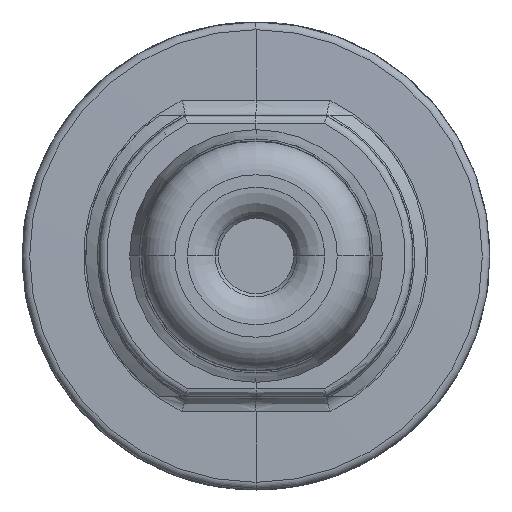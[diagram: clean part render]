
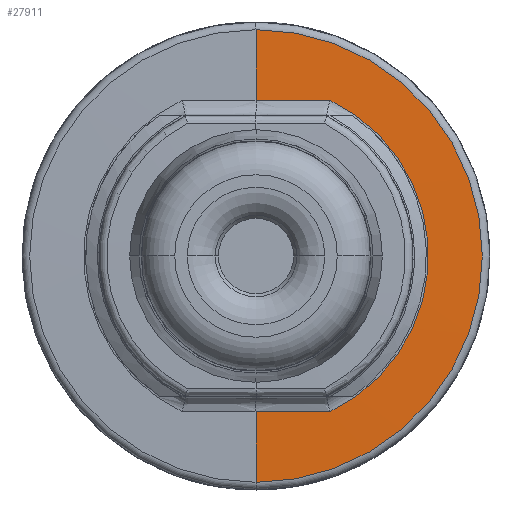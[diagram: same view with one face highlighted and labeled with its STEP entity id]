
A CAD part, front view. The second image highlights one B-rep face of the part: STEP entity #27911.
In plain terms, the highlighted conical face has half-angle 89 degrees and reference radius 12.246 mm.
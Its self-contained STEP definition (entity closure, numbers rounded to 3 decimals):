
#18681=CARTESIAN_POINT('',(4.737,7.431,9.984));
#20764=CARTESIAN_POINT('',(0.,7.491,0.));
#20765=DIRECTION('',(0.,1.,0.));
#20766=DIRECTION('',(0.,0.,1.));
#20767=AXIS2_PLACEMENT_3D('',#20764,#20765,#20766);
#20769=DIRECTION('',(0.,-0.017,1.));
#20770=VECTOR('',#20769,4.527);
#20771=CARTESIAN_POINT('',(0.,7.491,-14.509));
#20772=LINE('',#20771,#20770);
#20773=CARTESIAN_POINT('',(4.737,7.431,
-9.984));
#20774=CARTESIAN_POINT('',(4.4,7.429,
-9.984));
#20775=CARTESIAN_POINT('',(3.693,7.424,
-9.984));
#20776=CARTESIAN_POINT('',(2.512,7.417,
-9.983));
#20777=CARTESIAN_POINT('',(1.248,7.413,
-9.983));
#20778=CARTESIAN_POINT('',(0.423,7.412,
-9.983));
#20779=CARTESIAN_POINT('',(0.,7.412,-9.983));
#20781=CARTESIAN_POINT('',(0.,7.431,0.));
#20782=DIRECTION('',(0.,1.,0.));
#20783=DIRECTION('',(0.429,0.,0.903));
#20784=AXIS2_PLACEMENT_3D('',#20781,#20782,#20783);
#20786=CARTESIAN_POINT('',(0.,7.412,9.983));
#20787=CARTESIAN_POINT('',(0.42,7.412,
9.983));
#20788=CARTESIAN_POINT('',(1.241,7.413,9.983));
#20789=CARTESIAN_POINT('',(2.502,7.417,9.983));
#20790=CARTESIAN_POINT('',(3.686,7.424,9.984));
#20791=CARTESIAN_POINT('',(4.398,7.429,9.984));
#20792=CARTESIAN_POINT('',(4.737,7.431,9.984));
#20794=DIRECTION('',(0.,-0.017,-1.));
#20795=VECTOR('',#20794,4.527);
#20796=CARTESIAN_POINT('',(0.,7.491,14.509));
#20797=LINE('',#20796,#20795);
#20809=CARTESIAN_POINT('',(0.,7.412,9.983));
#20816=CARTESIAN_POINT('',(0.,7.412,-9.983));
#24233=CARTESIAN_POINT('',(4.737,7.431,
-9.984));
#24784=VERTEX_POINT('',#18681);
#25134=VERTEX_POINT('',#24233);
#25250=VERTEX_POINT('',#20809);
#25253=VERTEX_POINT('',#20816);
#25258=CARTESIAN_POINT('',(0.,7.491,14.509));
#25259=CARTESIAN_POINT('',(0.,7.491,-14.509));
#25260=VERTEX_POINT('',#25258);
#25261=VERTEX_POINT('',#25259);
#27895=CARTESIAN_POINT('',(0.,7.452,0.));
#27896=DIRECTION('',(0.,1.,0.));
#27897=DIRECTION('',(0.,0.,-1.));
#27898=AXIS2_PLACEMENT_3D('',#27895,#27896,#27897);
#27899=CONICAL_SURFACE('',#27898,12.246,89.);
#27900=ORIENTED_EDGE('',*,*,#27877,.T.);
#27902=ORIENTED_EDGE('',*,*,#27901,.T.);
#27904=ORIENTED_EDGE('',*,*,#27903,.F.);
#27905=ORIENTED_EDGE('',*,*,#25313,.F.);
#27906=ORIENTED_EDGE('',*,*,#25355,.F.);
#27908=ORIENTED_EDGE('',*,*,#27907,.F.);
#27909=EDGE_LOOP('',(#27900,#27902,#27904,#27905,#27906,#27908));
#27910=FACE_OUTER_BOUND('',#27909,.F.);
#27911=ADVANCED_FACE('',(#27910),#27899,.T.);
#20768=CIRCLE('',#20767,14.509);
#20780=B_SPLINE_CURVE_WITH_KNOTS('',3,(#20773,#20774,#20775,#20776,#20777,
#20778,#20779),.UNSPECIFIED.,.F.,.F.,(4,1,1,1,4),(0.,0.25,0.5,0.75,
1.),.UNSPECIFIED.);
#20785=CIRCLE('',#20784,11.051);
#20793=B_SPLINE_CURVE_WITH_KNOTS('',3,(#20786,#20787,#20788,#20789,#20790,
#20791,#20792),.UNSPECIFIED.,.F.,.F.,(4,1,1,1,4),(0.,0.25,0.5,0.75,
1.),.UNSPECIFIED.);
#25313=EDGE_CURVE('',#24784,#25134,#20785,.T.);
#25355=EDGE_CURVE('',#25250,#24784,#20793,.T.);
#27877=EDGE_CURVE('',#25260,#25261,#20768,.T.);
#27901=EDGE_CURVE('',#25261,#25253,#20772,.T.);
#27903=EDGE_CURVE('',#25134,#25253,#20780,.T.);
#27907=EDGE_CURVE('',#25260,#25250,#20797,.T.);
